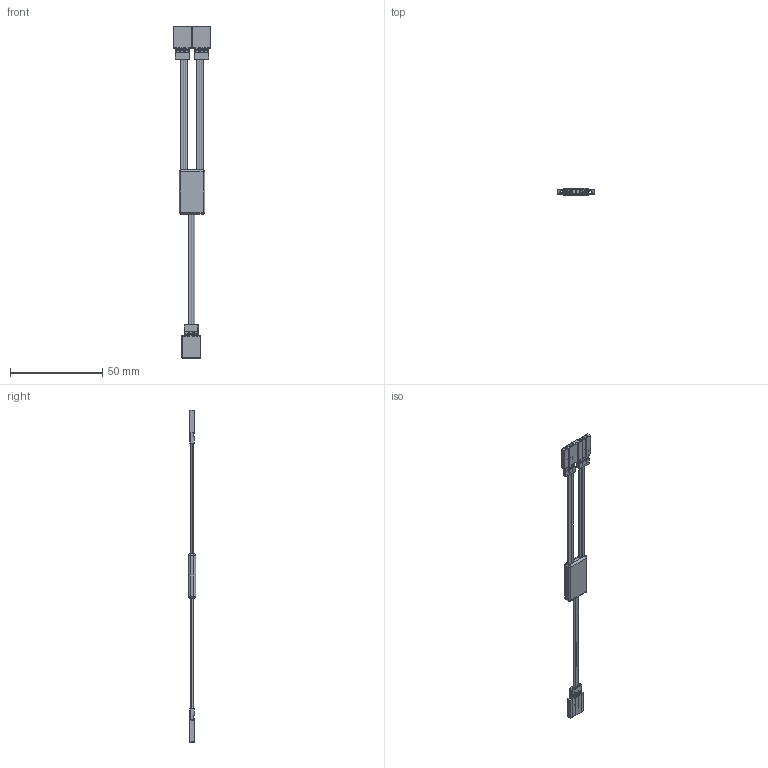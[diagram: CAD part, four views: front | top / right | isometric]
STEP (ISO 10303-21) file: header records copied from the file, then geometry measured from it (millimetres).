
FILE_DESCRIPTION (( 'STEP AP214' ), '1' );
FILE_NAME ('39082_TXM-Servo Y Adapter.STEP', '2017-01-16T14:31:33', ( '' ), ( '' ), 'SwSTEP 2.0', 'SolidWorks 2016', '' );
FILE_SCHEMA (( 'AUTOMOTIVE_DESIGN' ));
Length unit declared in the file: millimetre
Products named in the file (2): 39082_TXM-Servo Y Adapter
Bounding box: 20.52 x 4 x 180 mm (x, y, z)
Volume: 2649.2 mm3; surface area: 6648.4 mm2
Topology: 22 solids, 22 shells, 680 faces, 1673 edges, 984 vertices
Faces by surface type: plane 387, cylinder 231, sphere 44, torus 12, bspline 6
Entity records: 27083 total; most frequent: CARTESIAN_POINT 3781, ORIENTED_EDGE 3270, DIRECTION 3125, EDGE_CURVE 1635, LINE 1245, VECTOR 1245, VERTEX_POINT 984, AXIS2_PLACEMENT_3D 940
